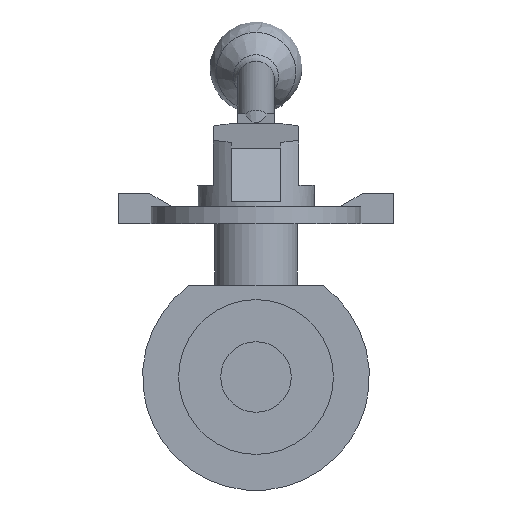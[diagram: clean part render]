
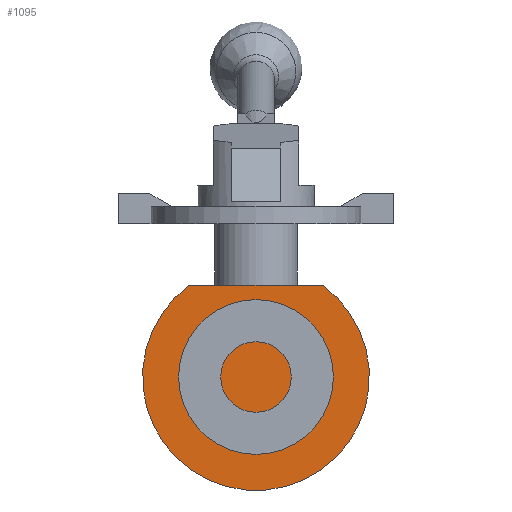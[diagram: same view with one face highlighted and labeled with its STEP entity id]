
A CAD part, front view. The second image highlights one B-rep face of the part: STEP entity #1095.
In plain terms, the highlighted planar face has unit normal (0, -1, 0).
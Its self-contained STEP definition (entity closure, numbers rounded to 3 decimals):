
#87=CIRCLE('',#1244,37.);
#125=FACE_OUTER_BOUND('',#188,.T.);
#188=EDGE_LOOP('',(#817,#818));
#283=LINE('',#1715,#397);
#397=VECTOR('',#1405,10.);
#499=VERTEX_POINT('',#1713);
#500=VERTEX_POINT('',#1714);
#617=EDGE_CURVE('',#499,#500,#283,.T.);
#618=EDGE_CURVE('',#500,#499,#87,.T.);
#817=ORIENTED_EDGE('',*,*,#617,.F.);
#818=ORIENTED_EDGE('',*,*,#618,.F.);
#1052=PLANE('',#1243);
#1095=ADVANCED_FACE('',(#125),#1052,.F.);
#1243=AXIS2_PLACEMENT_3D('',#1712,#1403,#1404);
#1244=AXIS2_PLACEMENT_3D('',#1716,#1406,#1407);
#1403=DIRECTION('center_axis',(0.,1.,0.));
#1404=DIRECTION('ref_axis',(0.,0.,1.));
#1405=DIRECTION('',(1.,0.,0.));
#1406=DIRECTION('center_axis',(0.,1.,0.));
#1407=DIRECTION('ref_axis',(0.585,0.,0.811));
#1712=CARTESIAN_POINT('Origin',(0.,-16.,1.661));
#1713=CARTESIAN_POINT('',(-21.656,-16.,30.));
#1714=CARTESIAN_POINT('',(21.656,-16.,30.));
#1715=CARTESIAN_POINT('',(-21.656,-16.,30.));
#1716=CARTESIAN_POINT('Origin',(0.,-16.,0.));
